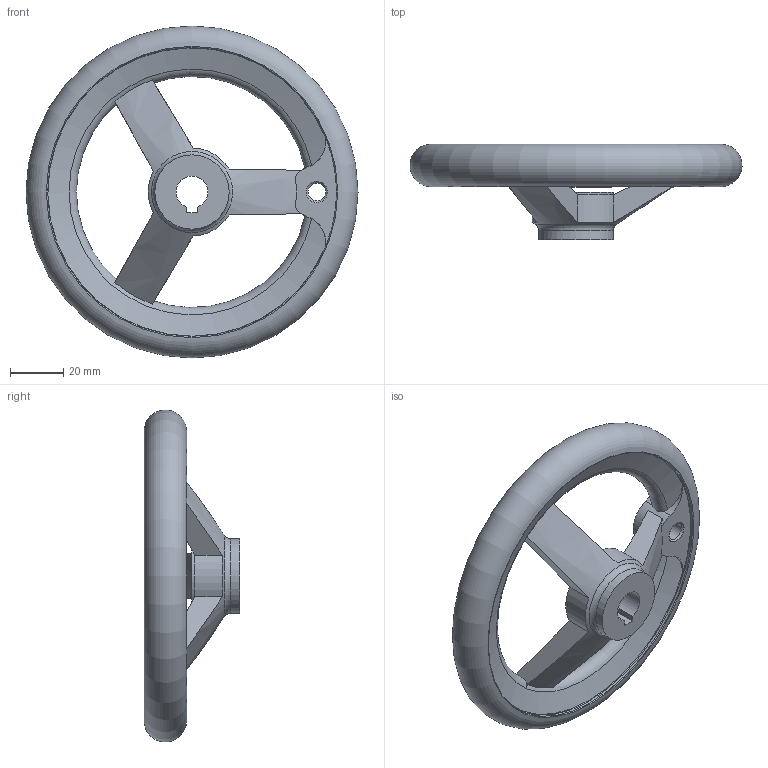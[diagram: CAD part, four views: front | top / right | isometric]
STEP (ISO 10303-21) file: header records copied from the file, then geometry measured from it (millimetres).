
FILE_DESCRIPTION( ( 'STEP AP214' ), '1' );
FILE_NAME( 'K1208.1125X12.stp', '2020-12-10T11:00:04', ( '' ), ( '' ), ' ', 'PARTsolutions', ' ' );
FILE_SCHEMA( ( 'AUTOMOTIVE_DESIGN { 1 0 10303 214 1 1 1 1 }' ) );
Length unit declared in the file: millimetre
Products named in the file (1): _K1208.1125X12
Bounding box: 124.99 x 35.99 x 124.99 mm (x, y, z)
Volume: 92869.5 mm3; surface area: 26906.2 mm2
Topology: 1 solids, 1 shells, 47 faces, 135 edges, 86 vertices
Faces by surface type: cylinder 16, plane 13, torus 12, cone 6
Full cylindrical faces by diameter (mm): 6.647 x1, 8 x2, 28 x2, 109 x2
Entity records: 2112 total; most frequent: CARTESIAN_POINT 621, ORIENTED_EDGE 222, DIRECTION 214, EDGE_CURVE 111, AXIS2_PLACEMENT_3D 96, VERTEX_POINT 81, EDGE_LOOP 71, FACE_OUTER_BOUND 61
